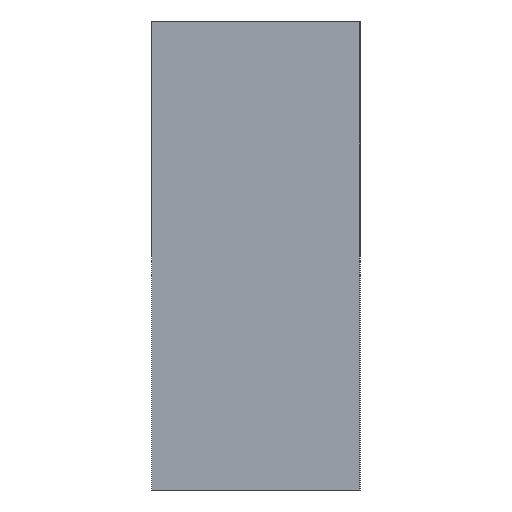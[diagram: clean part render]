
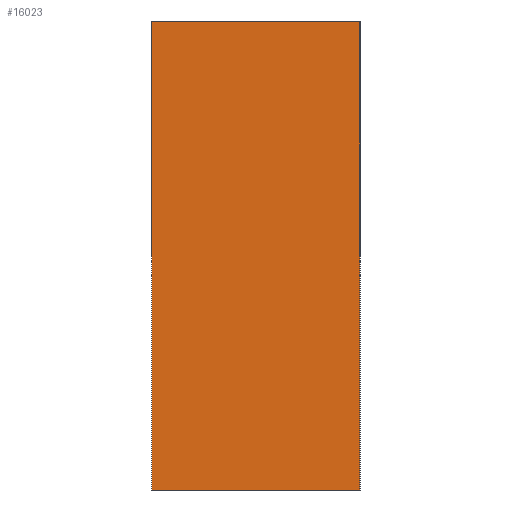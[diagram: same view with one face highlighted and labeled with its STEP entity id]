
A CAD part, left-side view. The second image highlights one B-rep face of the part: STEP entity #16023.
In plain terms, the highlighted planar face has unit normal (-1, 0, 0).
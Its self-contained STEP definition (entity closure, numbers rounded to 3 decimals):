
#1556=FACE_OUTER_BOUND('',#2507,.T.);
#2507=EDGE_LOOP('',(#12850,#12851,#12852,#12853));
#3892=LINE('',#25572,#5624);
#3961=LINE('',#25904,#5693);
#3966=LINE('',#25915,#5698);
#3970=LINE('',#25929,#5702);
#5624=VECTOR('',#18984,10.);
#5693=VECTOR('',#19211,10.);
#5698=VECTOR('',#19222,10.);
#5702=VECTOR('',#19240,10.);
#7216=VERTEX_POINT('',#25569);
#7217=VERTEX_POINT('',#25571);
#7280=VERTEX_POINT('',#25901);
#7281=VERTEX_POINT('',#25903);
#9104=EDGE_CURVE('',#7216,#7217,#3892,.T.);
#9213=EDGE_CURVE('',#7281,#7280,#3961,.T.);
#9219=EDGE_CURVE('',#7217,#7280,#3966,.T.);
#9226=EDGE_CURVE('',#7281,#7216,#3970,.T.);
#12850=ORIENTED_EDGE('',*,*,#9226,.F.);
#12851=ORIENTED_EDGE('',*,*,#9213,.T.);
#12852=ORIENTED_EDGE('',*,*,#9219,.F.);
#12853=ORIENTED_EDGE('',*,*,#9104,.F.);
#15318=PLANE('',#16876);
#16023=ADVANCED_FACE('',(#1556),#15318,.T.);
#16876=AXIS2_PLACEMENT_3D('',#25928,#19238,#19239);
#18984=DIRECTION('',(0.,0.,1.));
#19211=DIRECTION('',(0.,0.,1.));
#19222=DIRECTION('',(0.,-1.,0.));
#19238=DIRECTION('center_axis',(-1.,0.,0.));
#19239=DIRECTION('ref_axis',(0.,-1.,0.));
#19240=DIRECTION('',(0.,1.,0.));
#25569=CARTESIAN_POINT('',(-291.,10.,0.));
#25571=CARTESIAN_POINT('',(-291.,10.,45.));
#25572=CARTESIAN_POINT('',(-291.,10.,0.));
#25901=CARTESIAN_POINT('',(-291.,-10.,45.));
#25903=CARTESIAN_POINT('',(-291.,-10.,0.));
#25904=CARTESIAN_POINT('',(-291.,-10.,0.));
#25915=CARTESIAN_POINT('',(-291.,-10.,45.));
#25928=CARTESIAN_POINT('Origin',(-291.,10.,0.));
#25929=CARTESIAN_POINT('',(-291.,-10.,0.));
